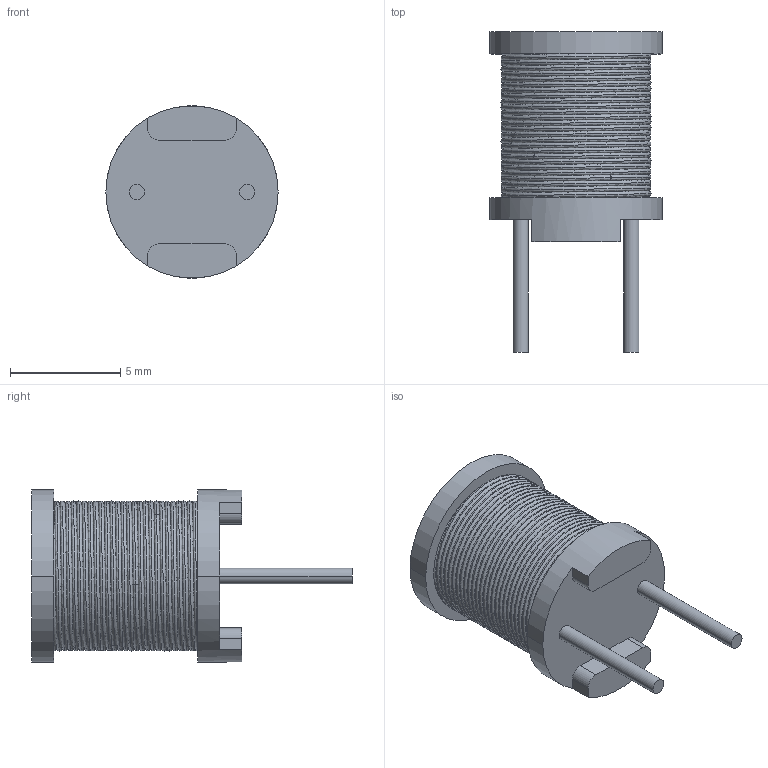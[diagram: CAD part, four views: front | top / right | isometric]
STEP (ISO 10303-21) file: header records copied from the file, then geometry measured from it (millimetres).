
FILE_DESCRIPTION((''),'2;1');
FILE_NAME('RL895','2012-08-10T',('ryans'),('Bourns, Inc.'),'PRO/ENGINEER BY PARAMETRIC TECHNOLOGY CORPORATION, 2010100','PRO/ENGINEER BY PARAMETRIC TECHNOLOGY CORPORATION, 2010100','');
FILE_SCHEMA(('CONFIG_CONTROL_DESIGN'));
Length unit declared in the file: millimetre
Products named in the file (1): RL895
Bounding box: 7.8 x 14.5 x 7.8 mm (x, y, z)
Volume: 321 mm3; surface area: 763.4 mm2
Topology: 1 solids, 1 shells, 43 faces, 99 edges, 62 vertices
Faces by surface type: plane 15, cylinder 14, bspline 14
Entity records: 14698 total; most frequent: CARTESIAN_POINT 13757, ORIENTED_EDGE 198, DIRECTION 157, EDGE_CURVE 99, VERTEX_POINT 62, AXIS2_PLACEMENT_3D 61, EDGE_LOOP 49, FACE_OUTER_BOUND 43
